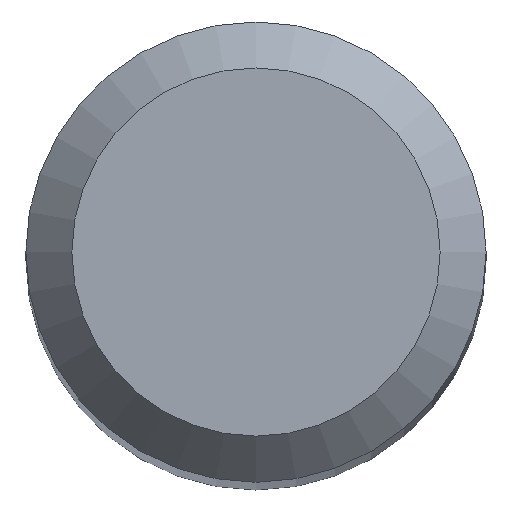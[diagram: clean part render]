
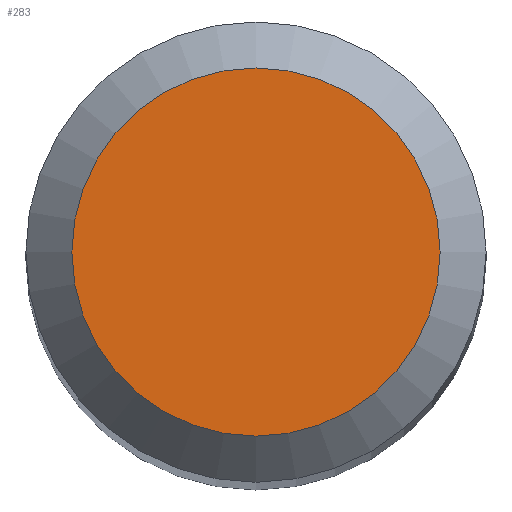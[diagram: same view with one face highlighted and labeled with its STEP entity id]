
A CAD part, top view. The second image highlights one B-rep face of the part: STEP entity #283.
In plain terms, the highlighted planar face has unit normal (0, 0, 1).
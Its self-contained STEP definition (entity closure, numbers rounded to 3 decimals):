
#4 = PLANE ( 'NONE',  #80 ) ;
#11 = CARTESIAN_POINT ( 'NONE',  ( 0., 0., 50. ) ) ;
#17 = EDGE_CURVE ( 'NONE', #281, #281, #71, .T. ) ;
#26 = ORIENTED_EDGE ( 'NONE', *, *, #17, .F. ) ;
#71 = CIRCLE ( 'NONE', #215, 1.2 ) ;
#73 = CARTESIAN_POINT ( 'NONE',  ( 0., 1.2, 50. ) ) ;
#80 = AXIS2_PLACEMENT_3D ( 'NONE', #209, #186, #101 ) ;
#101 = DIRECTION ( 'NONE',  ( 0., 1., 0. ) ) ;
#121 = FACE_OUTER_BOUND ( 'NONE', #290, .T. ) ;
#186 = DIRECTION ( 'NONE',  ( 0., 0., -1. ) ) ;
#201 = DIRECTION ( 'NONE',  ( 0., 1., 0. ) ) ;
#209 = CARTESIAN_POINT ( 'NONE',  ( 0., 0., 50. ) ) ;
#215 = AXIS2_PLACEMENT_3D ( 'NONE', #11, #264, #201 ) ;
#264 = DIRECTION ( 'NONE',  ( 0., 0., -1. ) ) ;
#281 = VERTEX_POINT ( 'NONE', #73 ) ;
#283 = ADVANCED_FACE ( 'NONE', ( #121 ), #4, .F. ) ;
#290 = EDGE_LOOP ( 'NONE', ( #26 ) ) ;
